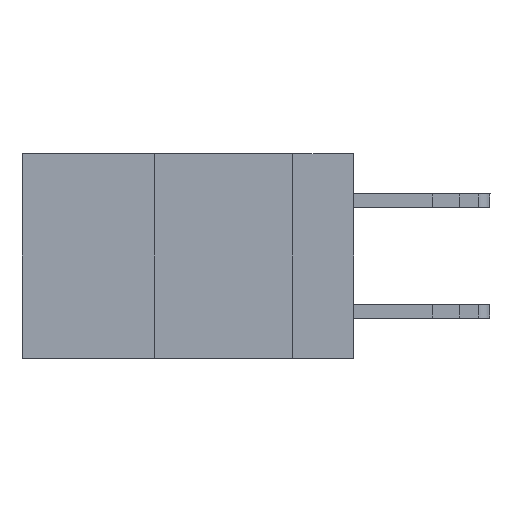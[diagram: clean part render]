
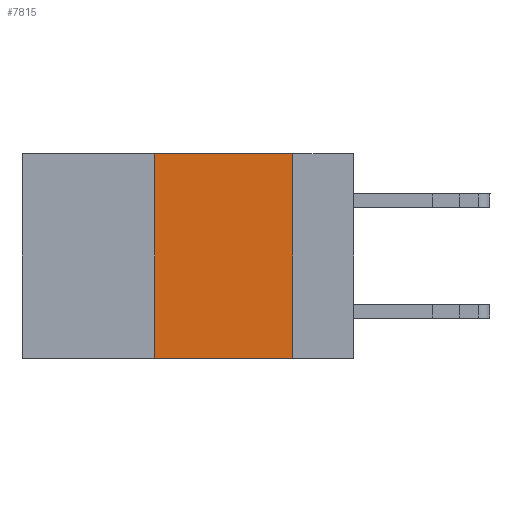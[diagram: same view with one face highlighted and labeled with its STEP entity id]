
A CAD part, left-side view. The second image highlights one B-rep face of the part: STEP entity #7815.
In plain terms, the highlighted planar face has unit normal (-1, 0, 0).
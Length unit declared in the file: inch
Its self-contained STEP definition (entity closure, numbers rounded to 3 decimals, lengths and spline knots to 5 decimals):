
#234 = DIRECTION ( 'NONE',  ( 0., -1., 0. ) ) ;
#632 = EDGE_CURVE ( 'NONE', #17844, #1151, #21959, .T. ) ;
#872 = CARTESIAN_POINT ( 'NONE',  ( 0., 0.6, 0. ) ) ;
#1151 = VERTEX_POINT ( 'NONE', #10376 ) ;
#1421 = EDGE_CURVE ( 'NONE', #16271, #17844, #19895, .T. ) ;
#1949 = CARTESIAN_POINT ( 'NONE',  ( 0., 0.6, 0. ) ) ;
#2841 = PLANE ( 'NONE',  #21221 ) ;
#3374 = ORIENTED_EDGE ( 'NONE', *, *, #11154, .F. ) ;
#3482 = ORIENTED_EDGE ( 'NONE', *, *, #632, .F. ) ;
#4268 = CARTESIAN_POINT ( 'NONE',  ( 0., 0.6, -0.37 ) ) ;
#4694 = CARTESIAN_POINT ( 'NONE',  ( 0., 0.36, 0. ) ) ;
#5665 = LINE ( 'NONE', #19671, #17622 ) ;
#6001 = CARTESIAN_POINT ( 'NONE',  ( 0., 0.11, 0. ) ) ;
#7300 = EDGE_LOOP ( 'NONE', ( #3482, #10207, #3374, #24903 ) ) ;
#7815 = ADVANCED_FACE ( 'NONE', ( #22359 ), #2841, .F. ) ;
#8857 = DIRECTION ( 'NONE',  ( 1., 0., 0. ) ) ;
#9624 = CARTESIAN_POINT ( 'NONE',  ( 0., 0.36, -0.37 ) ) ;
#10207 = ORIENTED_EDGE ( 'NONE', *, *, #1421, .F. ) ;
#10376 = CARTESIAN_POINT ( 'NONE',  ( 0., 0.11, -0.37 ) ) ;
#11154 = EDGE_CURVE ( 'NONE', #18368, #16271, #5665, .T. ) ;
#11927 = DIRECTION ( 'NONE',  ( 0., 0., 1. ) ) ;
#12245 = DIRECTION ( 'NONE',  ( 0., -1., 0. ) ) ;
#14221 = VECTOR ( 'NONE', #19991, 39.37008 ) ;
#16271 = VERTEX_POINT ( 'NONE', #4694 ) ;
#16472 = DIRECTION ( 'NONE',  ( 0., 0., -1. ) ) ;
#17622 = VECTOR ( 'NONE', #11927, 39.37008 ) ;
#17760 = CARTESIAN_POINT ( 'NONE',  ( 0., 0.11, 0. ) ) ;
#17844 = VERTEX_POINT ( 'NONE', #6001 ) ;
#18098 = EDGE_CURVE ( 'NONE', #18368, #1151, #22218, .T. ) ;
#18368 = VERTEX_POINT ( 'NONE', #9624 ) ;
#18884 = VECTOR ( 'NONE', #12245, 39.37008 ) ;
#19671 = CARTESIAN_POINT ( 'NONE',  ( 0., 0.36, 0. ) ) ;
#19895 = LINE ( 'NONE', #1949, #20685 ) ;
#19991 = DIRECTION ( 'NONE',  ( 0., 0., -1. ) ) ;
#20685 = VECTOR ( 'NONE', #234, 39.37008 ) ;
#21221 = AXIS2_PLACEMENT_3D ( 'NONE', #872, #8857, #16472 ) ;
#21959 = LINE ( 'NONE', #17760, #14221 ) ;
#22218 = LINE ( 'NONE', #4268, #18884 ) ;
#22359 = FACE_OUTER_BOUND ( 'NONE', #7300, .T. ) ;
#24903 = ORIENTED_EDGE ( 'NONE', *, *, #18098, .T. ) ;
